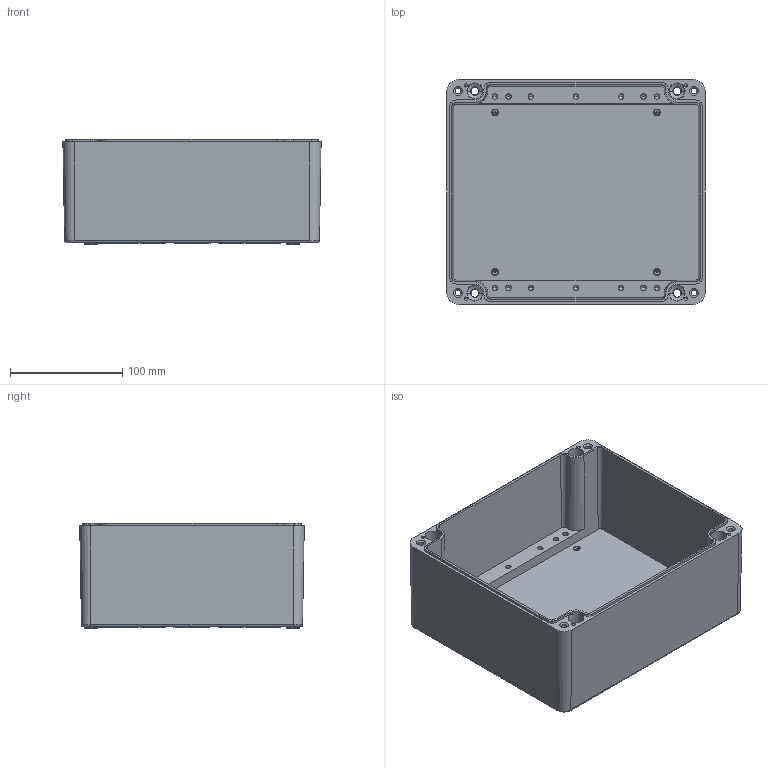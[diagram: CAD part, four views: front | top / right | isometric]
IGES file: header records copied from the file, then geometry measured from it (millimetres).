
Global section: file name: No Iges File Name specified; native system: AutoDesk Inventor R12.0; preprocessor: AutoDesk Inventor Iges Exporter R12.0; author: No Author specified; organization: No Organization specified; date: 20070620.092937; units: millimetre
Bounding box: 230 x 200 x 93.6 mm (x, y, z)
Volume: 634229.3 mm3; surface area: 263879.1 mm2
Topology: 1 solids, 1 shells, 850 faces, 2160 edges, 1362 vertices
Faces by surface type: plane 362, bspline 356, cylinder 48, revolution 40, cone 24, torus 20
